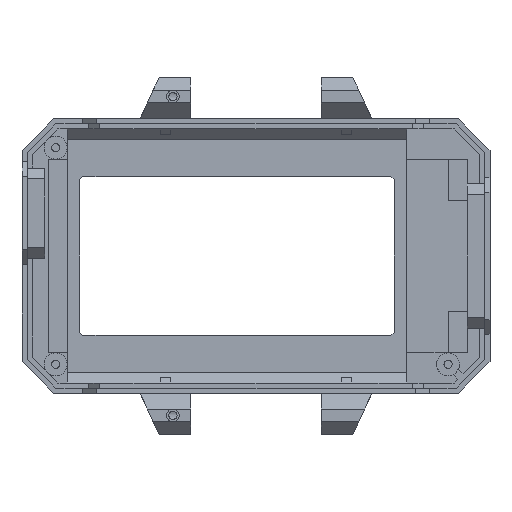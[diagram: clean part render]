
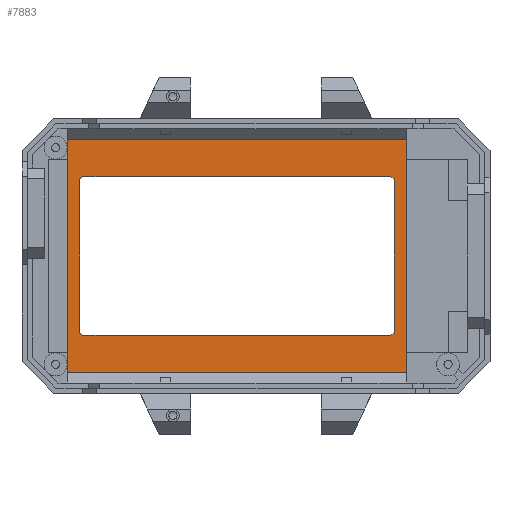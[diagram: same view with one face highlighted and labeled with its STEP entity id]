
A CAD part, front view. The second image highlights one B-rep face of the part: STEP entity #7883.
In plain terms, the highlighted planar face has unit normal (0, -1, 0).
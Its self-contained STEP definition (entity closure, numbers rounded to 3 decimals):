
#450=FACE_BOUND('',#2840,.T.);
#492=LINE('',#10105,#1321);
#554=LINE('',#10236,#1383);
#1038=LINE('',#11402,#1867);
#1039=LINE('',#11403,#1868);
#1040=LINE('',#11406,#1869);
#1041=LINE('',#11408,#1870);
#1042=LINE('',#11410,#1871);
#1043=LINE('',#11412,#1872);
#1044=LINE('',#11414,#1873);
#1045=LINE('',#11416,#1874);
#1046=LINE('',#11418,#1875);
#1047=LINE('',#11419,#1876);
#1321=VECTOR('',#8526,10.);
#1383=VECTOR('',#8624,10.);
#1867=VECTOR('',#9630,10.);
#1868=VECTOR('',#9631,10.);
#1869=VECTOR('',#9632,10.);
#1870=VECTOR('',#9633,10.);
#1871=VECTOR('',#9634,10.);
#1872=VECTOR('',#9635,10.);
#1873=VECTOR('',#9636,10.);
#1874=VECTOR('',#9637,10.);
#1875=VECTOR('',#9638,10.);
#1876=VECTOR('',#9639,10.);
#2380=FACE_OUTER_BOUND('',#2839,.T.);
#2839=EDGE_LOOP('',(#6253,#6254,#6255,#6256));
#2840=EDGE_LOOP('',(#6257,#6258,#6259,#6260,#6261,#6262,#6263,#6264));
#3149=VERTEX_POINT('',#10102);
#3150=VERTEX_POINT('',#10104);
#3200=VERTEX_POINT('',#10233);
#3201=VERTEX_POINT('',#10235);
#3555=VERTEX_POINT('',#11404);
#3556=VERTEX_POINT('',#11405);
#3557=VERTEX_POINT('',#11407);
#3558=VERTEX_POINT('',#11409);
#3559=VERTEX_POINT('',#11411);
#3560=VERTEX_POINT('',#11413);
#3561=VERTEX_POINT('',#11415);
#3562=VERTEX_POINT('',#11417);
#3923=EDGE_CURVE('',#3149,#3150,#492,.T.);
#3988=EDGE_CURVE('',#3200,#3201,#554,.T.);
#4536=EDGE_CURVE('',#3149,#3201,#1038,.T.);
#4537=EDGE_CURVE('',#3200,#3150,#1039,.T.);
#4538=EDGE_CURVE('',#3555,#3556,#1040,.T.);
#4539=EDGE_CURVE('',#3557,#3556,#1041,.T.);
#4540=EDGE_CURVE('',#3557,#3558,#1042,.T.);
#4541=EDGE_CURVE('',#3559,#3558,#1043,.T.);
#4542=EDGE_CURVE('',#3559,#3560,#1044,.T.);
#4543=EDGE_CURVE('',#3561,#3560,#1045,.T.);
#4544=EDGE_CURVE('',#3561,#3562,#1046,.T.);
#4545=EDGE_CURVE('',#3555,#3562,#1047,.T.);
#6253=ORIENTED_EDGE('',*,*,#4536,.T.);
#6254=ORIENTED_EDGE('',*,*,#3988,.F.);
#6255=ORIENTED_EDGE('',*,*,#4537,.T.);
#6256=ORIENTED_EDGE('',*,*,#3923,.F.);
#6257=ORIENTED_EDGE('',*,*,#4538,.T.);
#6258=ORIENTED_EDGE('',*,*,#4539,.F.);
#6259=ORIENTED_EDGE('',*,*,#4540,.T.);
#6260=ORIENTED_EDGE('',*,*,#4541,.F.);
#6261=ORIENTED_EDGE('',*,*,#4542,.T.);
#6262=ORIENTED_EDGE('',*,*,#4543,.F.);
#6263=ORIENTED_EDGE('',*,*,#4544,.T.);
#6264=ORIENTED_EDGE('',*,*,#4545,.F.);
#7591=PLANE('',#8391);
#7883=ADVANCED_FACE('',(#2380,#450),#7591,.F.);
#8391=AXIS2_PLACEMENT_3D('',#11401,#9628,#9629);
#8526=DIRECTION('',(1.,0.,0.));
#8624=DIRECTION('',(-1.,0.,0.));
#9628=DIRECTION('center_axis',(0.,1.,0.));
#9629=DIRECTION('ref_axis',(0.,0.,1.));
#9630=DIRECTION('',(0.,0.,-1.));
#9631=DIRECTION('',(0.,0.,1.));
#9632=DIRECTION('',(0.,0.,-1.));
#9633=DIRECTION('',(0.707,0.,0.707));
#9634=DIRECTION('',(-1.,0.,0.));
#9635=DIRECTION('',(0.707,0.,-0.707));
#9636=DIRECTION('',(0.,0.,1.));
#9637=DIRECTION('',(-0.707,0.,-0.707));
#9638=DIRECTION('',(1.,0.,0.));
#9639=DIRECTION('',(-0.707,0.,0.707));
#10102=CARTESIAN_POINT('',(7.1,8.4,-3.2));
#10104=CARTESIAN_POINT('',(60.6,8.4,-3.2));
#10105=CARTESIAN_POINT('',(18.425,8.4,-3.2));
#10233=CARTESIAN_POINT('',(60.6,8.4,-40.));
#10235=CARTESIAN_POINT('',(7.1,8.4,-40.));
#10236=CARTESIAN_POINT('',(55.275,8.4,-40.));
#11401=CARTESIAN_POINT('Origin',(36.85,8.4,-21.6));
#11402=CARTESIAN_POINT('',(7.1,8.4,-29.225));
#11403=CARTESIAN_POINT('',(60.6,8.4,-29.225));
#11404=CARTESIAN_POINT('',(58.6,8.4,-9.6));
#11405=CARTESIAN_POINT('',(58.6,8.4,-33.6));
#11406=CARTESIAN_POINT('',(58.6,8.4,-27.85));
#11407=CARTESIAN_POINT('',(58.1,8.4,-34.1));
#11408=CARTESIAN_POINT('',(56.038,8.4,-36.163));
#11409=CARTESIAN_POINT('',(9.6,8.4,-34.1));
#11410=CARTESIAN_POINT('',(22.975,8.4,-34.1));
#11411=CARTESIAN_POINT('',(9.1,8.4,-33.6));
#11412=CARTESIAN_POINT('',(13.163,8.4,-37.663));
#11413=CARTESIAN_POINT('',(9.1,8.4,-9.6));
#11414=CARTESIAN_POINT('',(9.1,8.4,-15.35));
#11415=CARTESIAN_POINT('',(9.6,8.4,-9.1));
#11416=CARTESIAN_POINT('',(13.163,8.4,-5.538));
#11417=CARTESIAN_POINT('',(58.1,8.4,-9.1));
#11418=CARTESIAN_POINT('',(47.725,8.4,-9.1));
#11419=CARTESIAN_POINT('',(56.038,8.4,-7.038));
